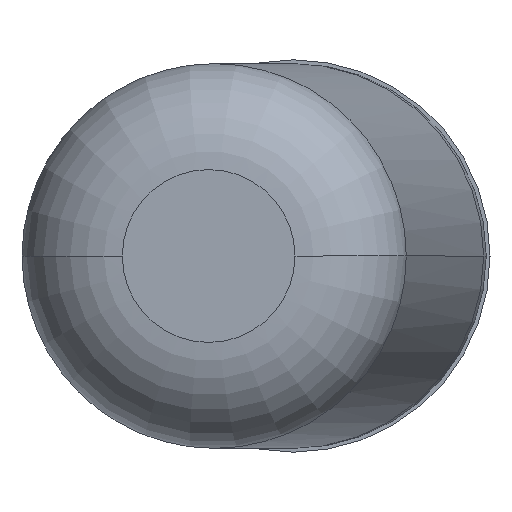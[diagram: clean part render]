
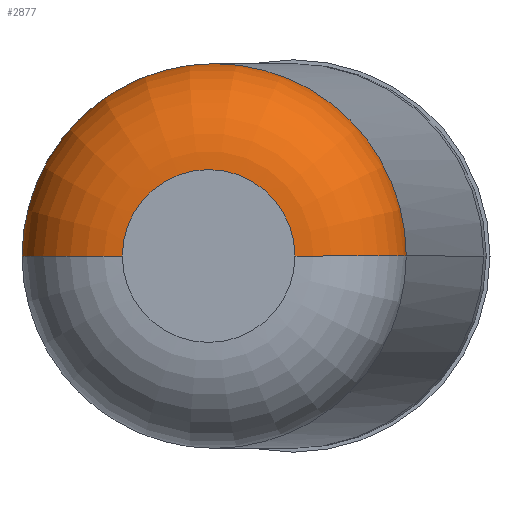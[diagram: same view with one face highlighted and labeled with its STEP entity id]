
A CAD part, front view. The second image highlights one B-rep face of the part: STEP entity #2877.
In plain terms, the highlighted toroidal (fillet/blend) face has major radius 0.155 mm and minor radius 0.19 mm.
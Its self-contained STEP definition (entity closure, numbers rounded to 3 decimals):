
#12 = CARTESIAN_POINT ( 'NONE',  ( -0.308, -12.688, 0. ) ) ;
#30 = DIRECTION ( 'NONE',  ( 0., 0., 1. ) ) ;
#48 = VERTEX_POINT ( 'NONE', #135 ) ;
#90 = ORIENTED_EDGE ( 'NONE', *, *, #1879, .F. ) ;
#135 = CARTESIAN_POINT ( 'NONE',  ( -0.487, -12.488, 0. ) ) ;
#306 = CARTESIAN_POINT ( 'NONE',  ( -0.153, -12.696, 0. ) ) ;
#406 = ORIENTED_EDGE ( 'NONE', *, *, #899, .T. ) ;
#425 = FACE_OUTER_BOUND ( 'NONE', #742, .T. ) ;
#463 = CARTESIAN_POINT ( 'NONE',  ( -0.487, -12.488, 0.09 ) ) ;
#511 = CARTESIAN_POINT ( 'NONE',  ( -0.323, -12.497, 0.308 ) ) ;
#584 = EDGE_CURVE ( 'NONE', #1965, #48, #1625, .T. ) ;
#742 = EDGE_LOOP ( 'NONE', ( #2679, #2847, #406, #3204, #90 ) ) ;
#800 = AXIS2_PLACEMENT_3D ( 'NONE', #2506, #1161, #2234 ) ;
#829 = VERTEX_POINT ( 'NONE', #3220 ) ;
#876 = CIRCLE ( 'NONE', #1331, 0.19 ) ;
#899 = EDGE_CURVE ( 'Defeature ausgef�hrt1_9+Defeature ausgef�hrt1_6+Defeature ausgef�hrt1_6+Defeature ausgef�hrt1_6', #2141, #1965, #1930, .T. ) ;
#955 = DIRECTION ( 'NONE',  ( -0.999, 0.052, 0. ) ) ;
#1009 = CARTESIAN_POINT ( 'NONE',  ( -0.233, -12.502, 0.345 ) ) ;
#1040 = AXIS2_PLACEMENT_3D ( 'NONE', #306, #1871, #2634 ) ;
#1101 = CARTESIAN_POINT ( 'NONE',  ( -0.053, -12.511, 0.345 ) ) ;
#1137 = CARTESIAN_POINT ( 'NONE',  ( 0.037, -12.516, 0.308 ) ) ;
#1161 = DIRECTION ( 'NONE',  ( 0., 0., -1. ) ) ;
#1271 = CARTESIAN_POINT ( 'NONE',  ( -0.487, -12.488, 0. ) ) ;
#1307 = AXIS2_PLACEMENT_3D ( 'NONE', #2237, #2764, #955 ) ;
#1331 = AXIS2_PLACEMENT_3D ( 'NONE', #1830, #30, #2878 ) ;
#1372 = CARTESIAN_POINT ( 'NONE',  ( -0.143, -12.506, 0.345 ) ) ;
#1575 = CIRCLE ( 'NONE', #1040, 0.155 ) ;
#1625 = B_SPLINE_CURVE_WITH_KNOTS ( 'NONE', 3,
 ( #2869, #1009, #511, #2321, #463, #1271 ),
 .UNSPECIFIED., .F., .F.,
 ( 4, 2, 4 ),
 ( 0., 0.25, 0.5 ),
 .UNSPECIFIED. ) ;
#1673 = EDGE_CURVE ( 'NONE', #829, #2141, #876, .T. ) ;
#1830 = CARTESIAN_POINT ( 'NONE',  ( 0.012, -12.514, 0. ) ) ;
#1871 = DIRECTION ( 'NONE',  ( 0.052, 0.999, 0. ) ) ;
#1879 = EDGE_CURVE ( 'NONE', #2227, #48, #3366, .T. ) ;
#1930 = B_SPLINE_CURVE_WITH_KNOTS ( 'NONE', 3,
 ( #2455, #2409, #2445, #1137, #1101, #1372 ),
 .UNSPECIFIED., .F., .F.,
 ( 4, 2, 4 ),
 ( 0.5, 0.75, 1. ),
 .UNSPECIFIED. ) ;
#1965 = VERTEX_POINT ( 'NONE', #3318 ) ;
#2141 = VERTEX_POINT ( 'NONE', #3170 ) ;
#2158 = EDGE_CURVE ( 'Defeature ausgef�hrt1_9+Defeature ausgef�hrt1_8+Defeature ausgef�hrt1_8+Defeature ausgef�hrt1_8', #2227, #829, #1575, .T. ) ;
#2227 = VERTEX_POINT ( 'NONE', #12 ) ;
#2234 = DIRECTION ( 'NONE',  ( -1., 0., 0. ) ) ;
#2237 = CARTESIAN_POINT ( 'NONE',  ( -0.143, -12.506, 0. ) ) ;
#2260 = TOROIDAL_SURFACE ( 'NONE', #1307, 0.155, 0.19 ) ;
#2321 = CARTESIAN_POINT ( 'NONE',  ( -0.45, -12.49, 0.18 ) ) ;
#2409 = CARTESIAN_POINT ( 'NONE',  ( 0.202, -12.524, 0.09 ) ) ;
#2445 = CARTESIAN_POINT ( 'NONE',  ( 0.165, -12.522, 0.18 ) ) ;
#2455 = CARTESIAN_POINT ( 'NONE',  ( 0.202, -12.524, 0. ) ) ;
#2506 = CARTESIAN_POINT ( 'NONE',  ( -0.298, -12.498, 0. ) ) ;
#2634 = DIRECTION ( 'NONE',  ( -0.999, 0.052, 0. ) ) ;
#2679 = ORIENTED_EDGE ( 'NONE', *, *, #2158, .T. ) ;
#2764 = DIRECTION ( 'NONE',  ( 0.052, 0.999, 0. ) ) ;
#2847 = ORIENTED_EDGE ( 'NONE', *, *, #1673, .T. ) ;
#2869 = CARTESIAN_POINT ( 'NONE',  ( -0.143, -12.506, 0.345 ) ) ;
#2877 = ADVANCED_FACE ( 'Defeature ausgef�hrt1_9', ( #425 ), #2260, .T. ) ;
#2878 = DIRECTION ( 'NONE',  ( 1., 0., 0. ) ) ;
#3170 = CARTESIAN_POINT ( 'NONE',  ( 0.202, -12.524, 0. ) ) ;
#3204 = ORIENTED_EDGE ( 'NONE', *, *, #584, .T. ) ;
#3220 = CARTESIAN_POINT ( 'NONE',  ( 0.002, -12.704, 0. ) ) ;
#3318 = CARTESIAN_POINT ( 'NONE',  ( -0.143, -12.506, 0.345 ) ) ;
#3366 = CIRCLE ( 'NONE', #800, 0.19 ) ;
